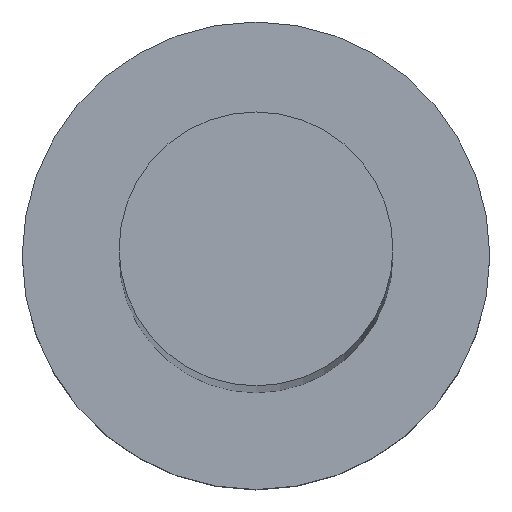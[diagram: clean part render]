
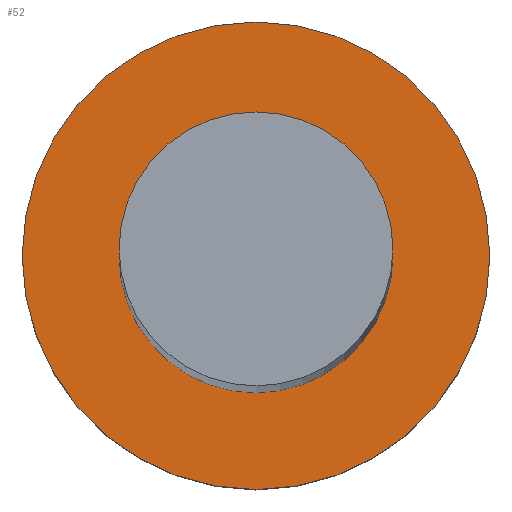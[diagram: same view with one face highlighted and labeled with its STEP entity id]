
A CAD part, top view. The second image highlights one B-rep face of the part: STEP entity #52.
In plain terms, the highlighted planar face has unit normal (0, 0, 1).
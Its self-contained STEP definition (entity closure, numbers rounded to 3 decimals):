
#12 = PLANE ( 'NONE',  #229 ) ;
#18 = DIRECTION ( 'NONE',  ( 1., 0., 0. ) ) ;
#28 = EDGE_CURVE ( 'NONE', #84, #159, #42, .T. ) ;
#37 = AXIS2_PLACEMENT_3D ( 'NONE', #57, #215, #18 ) ;
#42 = CIRCLE ( 'NONE', #191, 4.1 ) ;
#44 = CARTESIAN_POINT ( 'NONE',  ( 0., 0., 6.5 ) ) ;
#46 = DIRECTION ( 'NONE',  ( 0., 0., 1. ) ) ;
#52 = ADVANCED_FACE ( 'NONE', ( #105, #183 ), #12, .T. ) ;
#57 = CARTESIAN_POINT ( 'NONE',  ( 0., 0., 6.5 ) ) ;
#69 = ORIENTED_EDGE ( 'NONE', *, *, #28, .F. ) ;
#75 = CARTESIAN_POINT ( 'NONE',  ( -4.1, 0., 6.5 ) ) ;
#84 = VERTEX_POINT ( 'NONE', #75 ) ;
#85 = EDGE_CURVE ( 'NONE', #226, #240, #209, .T. ) ;
#88 = ORIENTED_EDGE ( 'NONE', *, *, #95, .F. ) ;
#95 = EDGE_CURVE ( 'NONE', #159, #84, #115, .T. ) ;
#96 = AXIS2_PLACEMENT_3D ( 'NONE', #214, #119, #150 ) ;
#103 = DIRECTION ( 'NONE',  ( 0., 0., 1. ) ) ;
#105 = FACE_BOUND ( 'NONE', #224, .T. ) ;
#111 = CARTESIAN_POINT ( 'NONE',  ( 0., 0., 6.5 ) ) ;
#115 = CIRCLE ( 'NONE', #37, 4.1 ) ;
#119 = DIRECTION ( 'NONE',  ( 0., 0., 1. ) ) ;
#120 = AXIS2_PLACEMENT_3D ( 'NONE', #44, #46, #178 ) ;
#130 = DIRECTION ( 'NONE',  ( 1., 0., 0. ) ) ;
#134 = DIRECTION ( 'NONE',  ( 0., 0., 1. ) ) ;
#150 = DIRECTION ( 'NONE',  ( 1., 0., 0. ) ) ;
#156 = CARTESIAN_POINT ( 'NONE',  ( 0., 0., 6.5 ) ) ;
#159 = VERTEX_POINT ( 'NONE', #244 ) ;
#170 = EDGE_CURVE ( 'NONE', #240, #226, #233, .T. ) ;
#178 = DIRECTION ( 'NONE',  ( 1., 0., 0. ) ) ;
#179 = ORIENTED_EDGE ( 'NONE', *, *, #170, .T. ) ;
#183 = FACE_OUTER_BOUND ( 'NONE', #201, .T. ) ;
#191 = AXIS2_PLACEMENT_3D ( 'NONE', #156, #103, #204 ) ;
#198 = CARTESIAN_POINT ( 'NONE',  ( 7., 0., 6.5 ) ) ;
#201 = EDGE_LOOP ( 'NONE', ( #247, #179 ) ) ;
#204 = DIRECTION ( 'NONE',  ( 1., 0., 0. ) ) ;
#209 = CIRCLE ( 'NONE', #96, 7. ) ;
#214 = CARTESIAN_POINT ( 'NONE',  ( 0., 0., 6.5 ) ) ;
#215 = DIRECTION ( 'NONE',  ( 0., 0., 1. ) ) ;
#224 = EDGE_LOOP ( 'NONE', ( #69, #88 ) ) ;
#226 = VERTEX_POINT ( 'NONE', #242 ) ;
#229 = AXIS2_PLACEMENT_3D ( 'NONE', #111, #134, #130 ) ;
#233 = CIRCLE ( 'NONE', #120, 7. ) ;
#240 = VERTEX_POINT ( 'NONE', #198 ) ;
#242 = CARTESIAN_POINT ( 'NONE',  ( -7., 0., 6.5 ) ) ;
#244 = CARTESIAN_POINT ( 'NONE',  ( 4.1, 0., 6.5 ) ) ;
#247 = ORIENTED_EDGE ( 'NONE', *, *, #85, .T. ) ;
